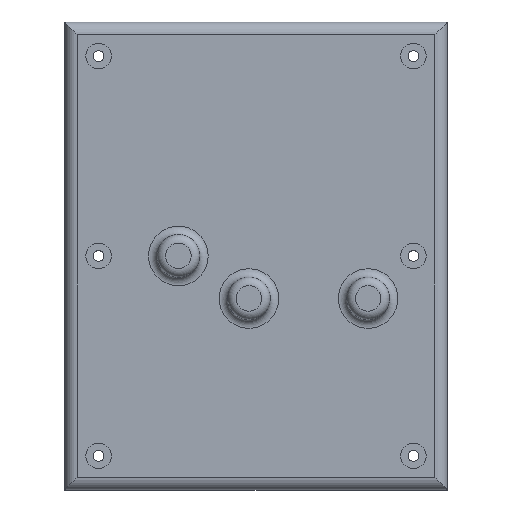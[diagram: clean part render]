
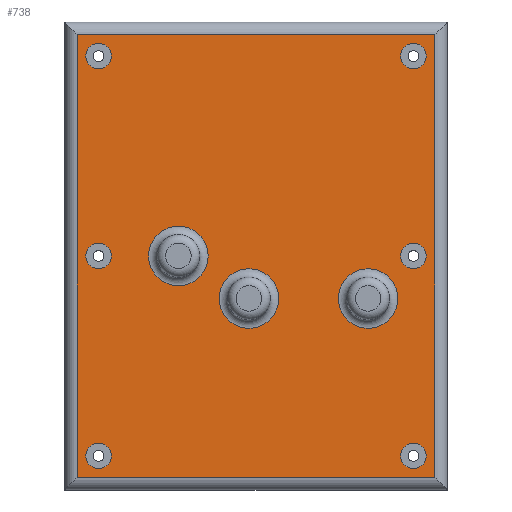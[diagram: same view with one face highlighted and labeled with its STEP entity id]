
A CAD part, top view. The second image highlights one B-rep face of the part: STEP entity #738.
In plain terms, the highlighted planar face has unit normal (0, 0, 1).
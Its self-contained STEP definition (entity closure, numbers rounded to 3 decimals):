
#41=LINE('',#1170,#81);
#42=LINE('',#1172,#82);
#43=LINE('',#1174,#83);
#44=LINE('',#1175,#84);
#81=VECTOR('',#925,10.);
#82=VECTOR('',#926,10.);
#83=VECTOR('',#927,10.);
#84=VECTOR('',#928,10.);
#121=PLANE('',#816);
#150=FACE_BOUND('',#258,.T.);
#151=FACE_BOUND('',#259,.T.);
#152=FACE_BOUND('',#260,.T.);
#153=FACE_BOUND('',#261,.T.);
#154=FACE_BOUND('',#262,.T.);
#155=FACE_BOUND('',#263,.T.);
#156=FACE_BOUND('',#264,.T.);
#157=FACE_BOUND('',#265,.T.);
#158=FACE_BOUND('',#266,.T.);
#200=FACE_OUTER_BOUND('',#257,.T.);
#257=EDGE_LOOP('',(#561,#562,#563,#564));
#258=EDGE_LOOP('',(#565));
#259=EDGE_LOOP('',(#566));
#260=EDGE_LOOP('',(#567));
#261=EDGE_LOOP('',(#568));
#262=EDGE_LOOP('',(#569));
#263=EDGE_LOOP('',(#570));
#264=EDGE_LOOP('',(#571));
#265=EDGE_LOOP('',(#572));
#266=EDGE_LOOP('',(#573));
#362=CIRCLE('',#815,7.);
#363=CIRCLE('',#817,7.);
#364=CIRCLE('',#818,3.);
#365=CIRCLE('',#819,3.);
#366=CIRCLE('',#820,3.);
#367=CIRCLE('',#821,3.);
#368=CIRCLE('',#822,3.);
#369=CIRCLE('',#823,3.);
#370=CIRCLE('',#824,7.);
#404=VERTEX_POINT('',#1165);
#405=VERTEX_POINT('',#1168);
#406=VERTEX_POINT('',#1169);
#407=VERTEX_POINT('',#1171);
#408=VERTEX_POINT('',#1173);
#409=VERTEX_POINT('',#1176);
#410=VERTEX_POINT('',#1178);
#411=VERTEX_POINT('',#1180);
#412=VERTEX_POINT('',#1182);
#413=VERTEX_POINT('',#1184);
#414=VERTEX_POINT('',#1186);
#415=VERTEX_POINT('',#1188);
#416=VERTEX_POINT('',#1190);
#474=EDGE_CURVE('',#404,#404,#362,.T.);
#475=EDGE_CURVE('',#405,#406,#41,.T.);
#476=EDGE_CURVE('',#407,#405,#42,.T.);
#477=EDGE_CURVE('',#408,#407,#43,.T.);
#478=EDGE_CURVE('',#406,#408,#44,.T.);
#479=EDGE_CURVE('',#409,#409,#363,.T.);
#480=EDGE_CURVE('',#410,#410,#364,.T.);
#481=EDGE_CURVE('',#411,#411,#365,.T.);
#482=EDGE_CURVE('',#412,#412,#366,.T.);
#483=EDGE_CURVE('',#413,#413,#367,.T.);
#484=EDGE_CURVE('',#414,#414,#368,.T.);
#485=EDGE_CURVE('',#415,#415,#369,.T.);
#486=EDGE_CURVE('',#416,#416,#370,.T.);
#561=ORIENTED_EDGE('',*,*,#475,.F.);
#562=ORIENTED_EDGE('',*,*,#476,.F.);
#563=ORIENTED_EDGE('',*,*,#477,.F.);
#564=ORIENTED_EDGE('',*,*,#478,.F.);
#565=ORIENTED_EDGE('',*,*,#479,.F.);
#566=ORIENTED_EDGE('',*,*,#480,.T.);
#567=ORIENTED_EDGE('',*,*,#481,.T.);
#568=ORIENTED_EDGE('',*,*,#482,.T.);
#569=ORIENTED_EDGE('',*,*,#483,.T.);
#570=ORIENTED_EDGE('',*,*,#484,.T.);
#571=ORIENTED_EDGE('',*,*,#485,.T.);
#572=ORIENTED_EDGE('',*,*,#486,.F.);
#573=ORIENTED_EDGE('',*,*,#474,.F.);
#738=ADVANCED_FACE('',(#200,#150,#151,#152,#153,#154,#155,#156,#157,#158),
#121,.T.);
#815=AXIS2_PLACEMENT_3D('',#1166,#921,#922);
#816=AXIS2_PLACEMENT_3D('',#1167,#923,#924);
#817=AXIS2_PLACEMENT_3D('',#1177,#929,#930);
#818=AXIS2_PLACEMENT_3D('',#1179,#931,#932);
#819=AXIS2_PLACEMENT_3D('',#1181,#933,#934);
#820=AXIS2_PLACEMENT_3D('',#1183,#935,#936);
#821=AXIS2_PLACEMENT_3D('',#1185,#937,#938);
#822=AXIS2_PLACEMENT_3D('',#1187,#939,#940);
#823=AXIS2_PLACEMENT_3D('',#1189,#941,#942);
#824=AXIS2_PLACEMENT_3D('',#1191,#943,#944);
#921=DIRECTION('center_axis',(0.,0.,1.));
#922=DIRECTION('ref_axis',(1.,0.,0.));
#923=DIRECTION('center_axis',(0.,0.,1.));
#924=DIRECTION('ref_axis',(1.,0.,0.));
#925=DIRECTION('',(-1.,0.,0.));
#926=DIRECTION('',(0.,-1.,0.));
#927=DIRECTION('',(1.,0.,0.));
#928=DIRECTION('',(0.,1.,0.));
#929=DIRECTION('center_axis',(0.,0.,1.));
#930=DIRECTION('ref_axis',(1.,0.,0.));
#931=DIRECTION('center_axis',(0.,0.,-1.));
#932=DIRECTION('ref_axis',(-1.,0.,0.));
#933=DIRECTION('center_axis',(0.,0.,-1.));
#934=DIRECTION('ref_axis',(-1.,0.,0.));
#935=DIRECTION('center_axis',(0.,0.,-1.));
#936=DIRECTION('ref_axis',(-1.,0.,0.));
#937=DIRECTION('center_axis',(0.,0.,-1.));
#938=DIRECTION('ref_axis',(-1.,0.,0.));
#939=DIRECTION('center_axis',(0.,0.,-1.));
#940=DIRECTION('ref_axis',(-1.,0.,0.));
#941=DIRECTION('center_axis',(0.,0.,-1.));
#942=DIRECTION('ref_axis',(-1.,0.,0.));
#943=DIRECTION('center_axis',(0.,0.,1.));
#944=DIRECTION('ref_axis',(1.,0.,0.));
#1165=CARTESIAN_POINT('',(-25.245,0.,5.));
#1166=CARTESIAN_POINT('Origin',(-18.245,0.,
5.));
#1167=CARTESIAN_POINT('Origin',(0.,0.,5.));
#1168=CARTESIAN_POINT('',(42.,-52.,5.));
#1169=CARTESIAN_POINT('',(-42.,-52.,5.));
#1170=CARTESIAN_POINT('',(-22.5,-52.,5.));
#1171=CARTESIAN_POINT('',(42.,52.,5.));
#1172=CARTESIAN_POINT('',(42.,-27.5,5.));
#1173=CARTESIAN_POINT('',(-42.,52.,5.));
#1174=CARTESIAN_POINT('',(22.5,52.,5.));
#1175=CARTESIAN_POINT('',(-42.,27.5,5.));
#1176=CARTESIAN_POINT('',(-8.656,-10.,5.));
#1177=CARTESIAN_POINT('Origin',(-1.656,-10.,5.));
#1178=CARTESIAN_POINT('',(40.,-47.,5.));
#1179=CARTESIAN_POINT('Origin',(37.,-47.,5.));
#1180=CARTESIAN_POINT('',(-34.,47.,5.));
#1181=CARTESIAN_POINT('Origin',(-37.,47.,5.));
#1182=CARTESIAN_POINT('',(-34.,0.,5.));
#1183=CARTESIAN_POINT('Origin',(-37.,0.,
5.));
#1184=CARTESIAN_POINT('',(40.,0.,5.));
#1185=CARTESIAN_POINT('Origin',(37.,0.,
5.));
#1186=CARTESIAN_POINT('',(40.,47.,5.));
#1187=CARTESIAN_POINT('Origin',(37.,47.,5.));
#1188=CARTESIAN_POINT('',(-34.,-47.,5.));
#1189=CARTESIAN_POINT('Origin',(-37.,-47.,5.));
#1190=CARTESIAN_POINT('',(19.344,-10.,5.));
#1191=CARTESIAN_POINT('Origin',(26.344,-10.,5.));
